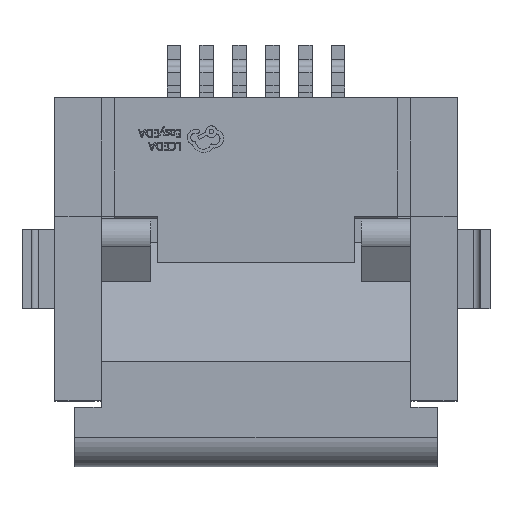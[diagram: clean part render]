
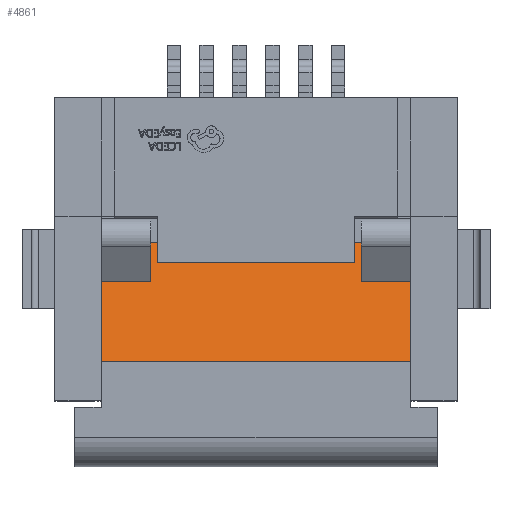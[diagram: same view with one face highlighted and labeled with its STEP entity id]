
A CAD part, top view. The second image highlights one B-rep face of the part: STEP entity #4861.
In plain terms, the highlighted planar face has unit normal (0, 0.291, 0.957).
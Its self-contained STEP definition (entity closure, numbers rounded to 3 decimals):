
#1168 = CARTESIAN_POINT ( 'NONE',  ( -1.6, 0.208, 1.45 ) ) ;
#1192 = EDGE_CURVE ( 'NONE', #7979, #4655, #16228, .T. ) ;
#1613 = DIRECTION ( 'NONE',  ( 0., -0.957, 0.291 ) ) ;
#3598 = VECTOR ( 'NONE', #8000, 1000. ) ;
#3965 = PLANE ( 'NONE',  #14765 ) ;
#4020 = ORIENTED_EDGE ( 'NONE', *, *, #32288, .T. ) ;
#4021 = EDGE_CURVE ( 'NONE', #29599, #4862, #4039, .T. ) ;
#4039 = LINE ( 'NONE', #22217, #10358 ) ;
#4655 = VERTEX_POINT ( 'NONE', #22558 ) ;
#4794 = VECTOR ( 'NONE', #27118, 1000. ) ;
#4851 = VERTEX_POINT ( 'NONE', #1168 ) ;
#4861 = ADVANCED_FACE ( 'NONE', ( #6709 ), #3965, .F. ) ;
#4862 = VERTEX_POINT ( 'NONE', #30204 ) ;
#5404 = EDGE_CURVE ( 'NONE', #4862, #11057, #24801, .T. ) ;
#5772 = CARTESIAN_POINT ( 'NONE',  ( -1.6, -0.392, 1.633 ) ) ;
#6709 = FACE_OUTER_BOUND ( 'NONE', #20259, .T. ) ;
#6963 = CARTESIAN_POINT ( 'NONE',  ( -2.35, -1.6, 2. ) ) ;
#7979 = VERTEX_POINT ( 'NONE', #28858 ) ;
#8000 = DIRECTION ( 'NONE',  ( -1., 0., 0. ) ) ;
#8596 = EDGE_CURVE ( 'NONE', #4655, #4851, #33594, .T. ) ;
#8746 = DIRECTION ( 'NONE',  ( 0., 0.957, -0.291 ) ) ;
#9738 = VECTOR ( 'NONE', #8746, 1000. ) ;
#10102 = ORIENTED_EDGE ( 'NONE', *, *, #29105, .F. ) ;
#10358 = VECTOR ( 'NONE', #33028, 1000. ) ;
#10798 = CARTESIAN_POINT ( 'NONE',  ( -1.6, 0.421, 1.385 ) ) ;
#11057 = VERTEX_POINT ( 'NONE', #33582 ) ;
#11561 = ORIENTED_EDGE ( 'NONE', *, *, #8596, .T. ) ;
#12573 = VERTEX_POINT ( 'NONE', #16050 ) ;
#12869 = ORIENTED_EDGE ( 'NONE', *, *, #4021, .T. ) ;
#13172 = VERTEX_POINT ( 'NONE', #5772 ) ;
#14765 = AXIS2_PLACEMENT_3D ( 'NONE', #24723, #27947, #17499 ) ;
#15042 = CARTESIAN_POINT ( 'NONE',  ( -2.35, -1.6, 2. ) ) ;
#15436 = CARTESIAN_POINT ( 'NONE',  ( 1.6, 0.208, 1.45 ) ) ;
#16050 = CARTESIAN_POINT ( 'NONE',  ( -2.35, -0.392, 1.633 ) ) ;
#16228 = LINE ( 'NONE', #29588, #33247 ) ;
#16458 = VECTOR ( 'NONE', #33033, 1000. ) ;
#16704 = LINE ( 'NONE', #29385, #4794 ) ;
#16802 = VECTOR ( 'NONE', #1613, 1000. ) ;
#16943 = CARTESIAN_POINT ( 'NONE',  ( 2.35, -1.6, 2. ) ) ;
#17499 = DIRECTION ( 'NONE',  ( 0., 0.957, -0.291 ) ) ;
#17963 = CARTESIAN_POINT ( 'NONE',  ( 2.75, -0.392, 1.633 ) ) ;
#20259 = EDGE_LOOP ( 'NONE', ( #26072, #4020, #12869, #31153, #21024, #29167, #11561, #10102 ) ) ;
#20415 = EDGE_CURVE ( 'NONE', #13172, #12573, #16704, .T. ) ;
#21024 = ORIENTED_EDGE ( 'NONE', *, *, #30197, .T. ) ;
#21361 = DIRECTION ( 'NONE',  ( 0., 0.957, -0.291 ) ) ;
#22217 = CARTESIAN_POINT ( 'NONE',  ( -2.75, -1.6, 2. ) ) ;
#22558 = CARTESIAN_POINT ( 'NONE',  ( 1.6, 0.208, 1.45 ) ) ;
#24723 = CARTESIAN_POINT ( 'NONE',  ( -2.75, -1.6, 2. ) ) ;
#24801 = LINE ( 'NONE', #16943, #16458 ) ;
#26072 = ORIENTED_EDGE ( 'NONE', *, *, #20415, .T. ) ;
#26746 = LINE ( 'NONE', #10798, #9738 ) ;
#27118 = DIRECTION ( 'NONE',  ( -1., 0., 0. ) ) ;
#27947 = DIRECTION ( 'NONE',  ( 0., -0.291, -0.957 ) ) ;
#28408 = DIRECTION ( 'NONE',  ( -1., 0., 0. ) ) ;
#28858 = CARTESIAN_POINT ( 'NONE',  ( 1.6, -0.392, 1.633 ) ) ;
#29105 = EDGE_CURVE ( 'NONE', #13172, #4851, #26746, .T. ) ;
#29167 = ORIENTED_EDGE ( 'NONE', *, *, #1192, .T. ) ;
#29385 = CARTESIAN_POINT ( 'NONE',  ( 2.75, -0.392, 1.633 ) ) ;
#29588 = CARTESIAN_POINT ( 'NONE',  ( 1.6, 0.421, 1.385 ) ) ;
#29599 = VERTEX_POINT ( 'NONE', #15042 ) ;
#30197 = EDGE_CURVE ( 'NONE', #11057, #7979, #31349, .T. ) ;
#30204 = CARTESIAN_POINT ( 'NONE',  ( 2.35, -1.6, 2. ) ) ;
#31153 = ORIENTED_EDGE ( 'NONE', *, *, #5404, .T. ) ;
#31349 = LINE ( 'NONE', #17963, #32089 ) ;
#32089 = VECTOR ( 'NONE', #28408, 1000. ) ;
#32288 = EDGE_CURVE ( 'NONE', #12573, #29599, #33721, .T. ) ;
#33028 = DIRECTION ( 'NONE',  ( 1., 0., 0. ) ) ;
#33033 = DIRECTION ( 'NONE',  ( 0., 0.957, -0.291 ) ) ;
#33247 = VECTOR ( 'NONE', #21361, 1000. ) ;
#33582 = CARTESIAN_POINT ( 'NONE',  ( 2.35, -0.392, 1.633 ) ) ;
#33594 = LINE ( 'NONE', #15436, #3598 ) ;
#33721 = LINE ( 'NONE', #6963, #16802 ) ;
